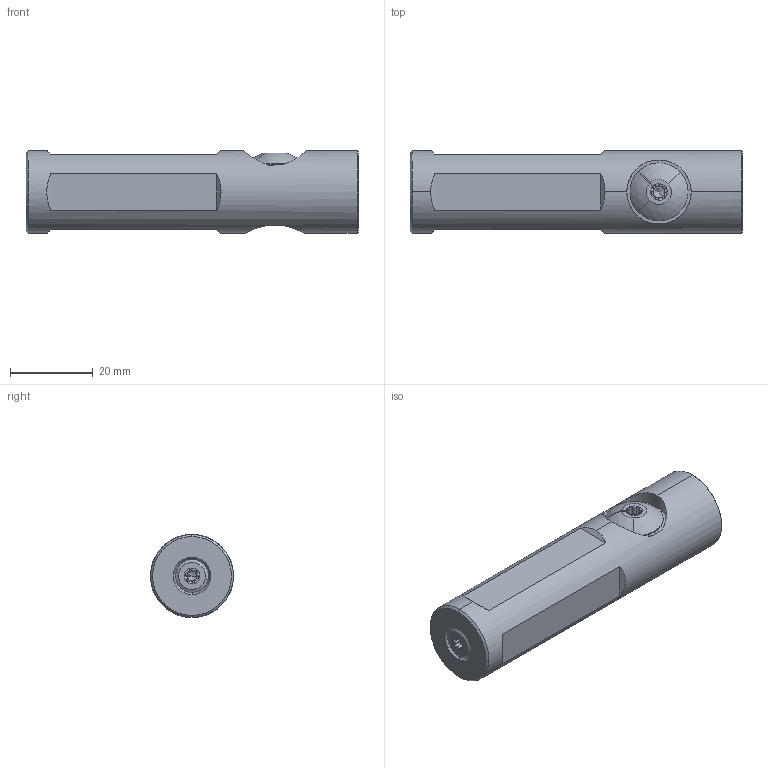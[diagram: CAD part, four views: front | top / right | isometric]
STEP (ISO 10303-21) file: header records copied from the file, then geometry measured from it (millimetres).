
FILE_DESCRIPTION (( 'STEP AP203' ), '1' );
FILE_NAME ('U20.LW4.K01.080.STEP', '2024-08-26T13:32:24', ( '' ), ( '' ), 'SwSTEP 2.0', 'SolidWorks 2022', '' );
FILE_SCHEMA (( 'CONFIG_CONTROL_DESIGN' ));
Length unit declared in the file: millimetre
Products named in the file (6): LWX-ER1.008.007_A; LW5-ER1.014.018_B_Standard<Wie bearbeitet>; LW5-ER1.014.018; U20-LW5.K01.080_C; U20.LW4.K01.080; DIN 3771 - 10x1
Assembly tree (6 placements, depth 3):
  U20.LW4.K01.080
    U20-LW5.K01.080_C
    LW5-ER1.014.018
      LW5-ER1.014.018_B_Standard<Wie bearbeitet>
      DIN 3771 - 10x1  x2
    LWX-ER1.008.007_A
Bounding box: 80 x 20 x 20 mm (x, y, z)
Volume: 20438.6 mm3; surface area: 8946 mm2
Topology: 5 solids, 5 shells, 216 faces, 535 edges, 326 vertices
Faces by surface type: cylinder 87, plane 62, cone 36, torus 16, bspline 9, sphere 6
Entity records: 8221 total; most frequent: CARTESIAN_POINT 2602, DIRECTION 1077, ORIENTED_EDGE 1042, EDGE_CURVE 521, AXIS2_PLACEMENT_3D 445, VERTEX_POINT 322, CIRCLE 232, EDGE_LOOP 225
